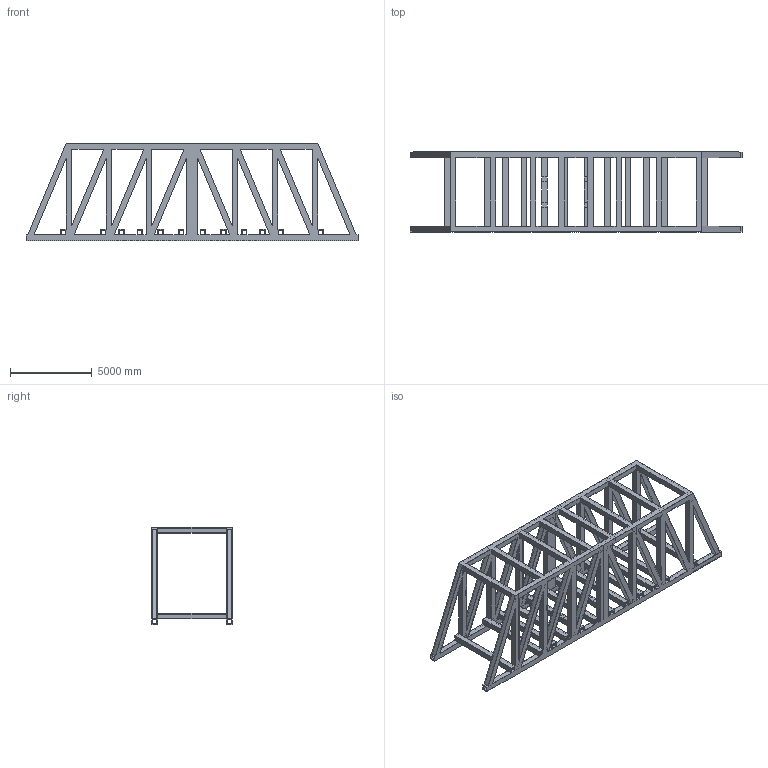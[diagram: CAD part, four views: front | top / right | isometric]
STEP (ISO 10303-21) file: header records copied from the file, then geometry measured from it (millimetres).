
FILE_DESCRIPTION(('Open CASCADE Model'),'2;1');
FILE_NAME('Open CASCADE Shape Model','2015-06-16T15:49:29',('Author'),( 'Open CASCADE'),'Open CASCADE STEP processor 6.7','Open CASCADE 6.7' ,'Unknown');
FILE_SCHEMA(('AUTOMOTIVE_DESIGN_CC2 { 1 2 10303 214 -1 1 5 4 }'));
Products named in the file (1): Open CASCADE STEP translator 6.7 3
Bounding box: 20300 x 4900 x 5950 mm (x, y, z)
Volume: 21152960458.2 mm3; surface area: 778897359.1 mm2
Topology: 1 solids, 133 shells, 1131 faces, 2576 edges, 1668 vertices
Faces by surface type: plane 1131
Entity records: 64360 total; most frequent: CARTESIAN_POINT 10528, DIRECTION 9992, LINE 7728, VECTOR 7728, ORIENTED_EDGE 5152, PCURVE 5152, DEFINITIONAL_REPRESENTATION 5152, EDGE_CURVE 2576
